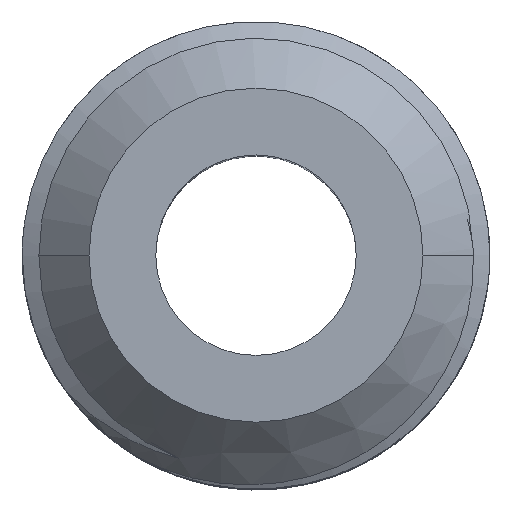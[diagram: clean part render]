
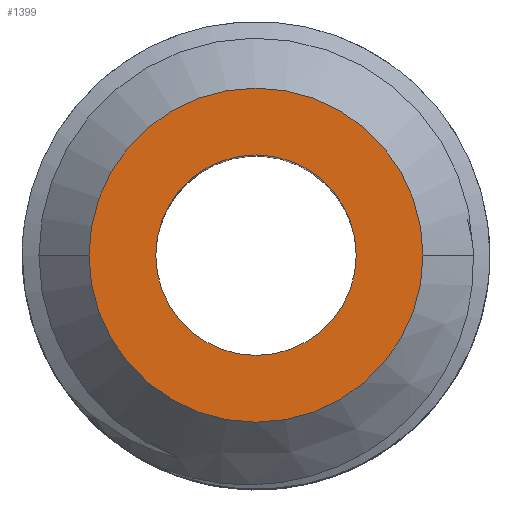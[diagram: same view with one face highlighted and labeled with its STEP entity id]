
A CAD part, top view. The second image highlights one B-rep face of the part: STEP entity #1399.
In plain terms, the highlighted planar face has unit normal (0, 0, 1).
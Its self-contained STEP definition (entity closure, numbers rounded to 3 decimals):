
#272 = ORIENTED_EDGE ( 'NONE', *, *, #1602, .T. ) ;
#273 = ORIENTED_EDGE ( 'NONE', *, *, #1431, .T. ) ;
#274 = ORIENTED_EDGE ( 'NONE', *, *, #1557, .T. ) ;
#277 = ORIENTED_EDGE ( 'NONE', *, *, #1480, .T. ) ;
#728 = FACE_BOUND ( 'NONE', #768, .T. ) ;
#732 = FACE_OUTER_BOUND ( 'NONE', #811, .T. ) ;
#768 = EDGE_LOOP ( 'NONE', ( #272, #277 ) ) ;
#811 = EDGE_LOOP ( 'NONE', ( #273, #274 ) ) ;
#1146 = VERTEX_POINT ( 'NONE', #1175 ) ;
#1152 = VERTEX_POINT ( 'NONE', #1165 ) ;
#1165 = CARTESIAN_POINT ( 'NONE',  ( 3., 0., 0. ) ) ;
#1175 = CARTESIAN_POINT ( 'NONE',  ( -5., 0., 0. ) ) ;
#1237 = CARTESIAN_POINT ( 'NONE',  ( 5., 0., 0. ) ) ;
#1275 = CARTESIAN_POINT ( 'NONE',  ( -3., 0., 0. ) ) ;
#1278 = VERTEX_POINT ( 'NONE', #1237 ) ;
#1280 = VERTEX_POINT ( 'NONE', #1275 ) ;
#1399 = ADVANCED_FACE ( 'NONE', ( #728, #732 ), #1686, .T. ) ;
#1422 = AXIS2_PLACEMENT_3D ( 'NONE', #1762, #1763, #1766 ) ;
#1431 = EDGE_CURVE ( 'NONE', #1146, #1278, #1741, .T. ) ;
#1480 = EDGE_CURVE ( 'NONE', #1152, #1280, #1907, .T. ) ;
#1557 = EDGE_CURVE ( 'NONE', #1278, #1146, #1919, .T. ) ;
#1602 = EDGE_CURVE ( 'NONE', #1280, #1152, #1899, .T. ) ;
#1604 = AXIS2_PLACEMENT_3D ( 'NONE', #1990, #2034, #2011 ) ;
#1620 = AXIS2_PLACEMENT_3D ( 'NONE', #1692, #1691, #1690 ) ;
#1686 = PLANE ( 'NONE',  #1620 ) ;
#1690 = DIRECTION ( 'NONE',  ( 1., 0., 0. ) ) ;
#1691 = DIRECTION ( 'NONE',  ( 0., 0., 1. ) ) ;
#1692 = CARTESIAN_POINT ( 'NONE',  ( 0., 0., 0. ) ) ;
#1741 = CIRCLE ( 'NONE', #1604, 5. ) ;
#1762 = CARTESIAN_POINT ( 'NONE',  ( 0., 0., 0. ) ) ;
#1763 = DIRECTION ( 'NONE',  ( 0., 0., -1. ) ) ;
#1766 = DIRECTION ( 'NONE',  ( -1., 0., 0. ) ) ;
#1888 = AXIS2_PLACEMENT_3D ( 'NONE', #2111, #2290, #1963 ) ;
#1890 = AXIS2_PLACEMENT_3D ( 'NONE', #2351, #2378, #2352 ) ;
#1899 = CIRCLE ( 'NONE', #1422, 3. ) ;
#1907 = CIRCLE ( 'NONE', #1888, 3. ) ;
#1919 = CIRCLE ( 'NONE', #1890, 5. ) ;
#1963 = DIRECTION ( 'NONE',  ( -1., 0., 0. ) ) ;
#1990 = CARTESIAN_POINT ( 'NONE',  ( 0., 0., 0. ) ) ;
#2011 = DIRECTION ( 'NONE',  ( 1., 0., 0. ) ) ;
#2034 = DIRECTION ( 'NONE',  ( 0., 0., 1. ) ) ;
#2111 = CARTESIAN_POINT ( 'NONE',  ( 0., 0., 0. ) ) ;
#2290 = DIRECTION ( 'NONE',  ( 0., 0., -1. ) ) ;
#2351 = CARTESIAN_POINT ( 'NONE',  ( 0., 0., 0. ) ) ;
#2352 = DIRECTION ( 'NONE',  ( 1., 0., 0. ) ) ;
#2378 = DIRECTION ( 'NONE',  ( 0., 0., 1. ) ) ;
